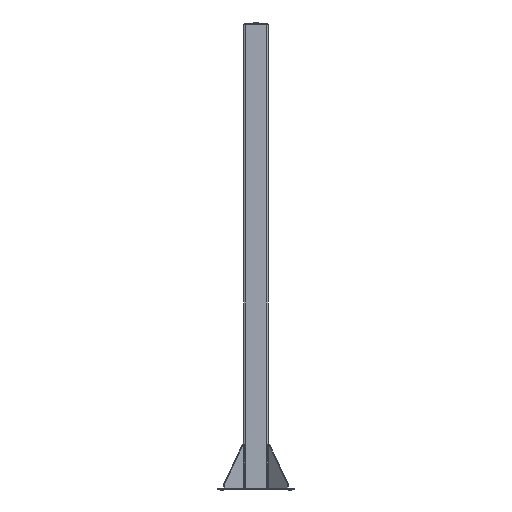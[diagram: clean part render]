
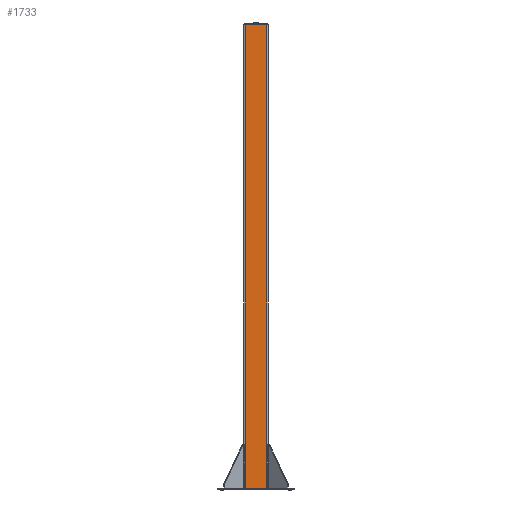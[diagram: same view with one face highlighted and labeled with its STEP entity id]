
A CAD part, left-side view. The second image highlights one B-rep face of the part: STEP entity #1733.
In plain terms, the highlighted face is planar.
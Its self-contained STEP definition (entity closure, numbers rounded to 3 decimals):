
#1733=ADVANCED_FACE('',(#3141),#3142,.T.);
#3141=FACE_OUTER_BOUND('',#5255,.T.);
#3142=PLANE('',#5256);
#5255=EDGE_LOOP('',(#9479,#9480,#9481,#9482));
#5256=AXIS2_PLACEMENT_3D('',#9483,#9484,#9485);
#9479=ORIENTED_EDGE('',*,*,#12406,.T.);
#9480=ORIENTED_EDGE('',*,*,#12407,.F.);
#9481=ORIENTED_EDGE('',*,*,#12408,.T.);
#9482=ORIENTED_EDGE('',*,*,#11976,.T.);
#9483=CARTESIAN_POINT('',(0.,-80.,200.));
#9484=DIRECTION('',(0.,-1.,0.));
#9485=DIRECTION('',(1.,0.,0.));
#11976=EDGE_CURVE('',#13243,#13241,#13244,.T.);
#12406=EDGE_CURVE('',#13241,#13958,#13959,.T.);
#12407=EDGE_CURVE('',#13960,#13958,#13961,.T.);
#12408=EDGE_CURVE('',#13960,#13243,#13962,.T.);
#13241=VERTEX_POINT('',#15064);
#13243=VERTEX_POINT('',#15066);
#13244=LINE('',#15067,#15068);
#13958=VERTEX_POINT('',#17086);
#13959=LINE('',#17087,#17088);
#13960=VERTEX_POINT('',#17089);
#13961=LINE('',#17090,#17091);
#13962=LINE('',#17092,#17093);
#15064=CARTESIAN_POINT('',(71.,-80.,3200.));
#15066=CARTESIAN_POINT('',(71.,-80.,200.));
#15067=CARTESIAN_POINT('',(71.,-80.,200.));
#15068=VECTOR('',#19963,1.);
#17086=CARTESIAN_POINT('',(-71.,-80.,3200.));
#17087=CARTESIAN_POINT('',(-71.,-80.,3200.));
#17088=VECTOR('',#20437,1.);
#17089=CARTESIAN_POINT('',(-71.,-80.,200.));
#17090=CARTESIAN_POINT('',(-71.,-80.,200.));
#17091=VECTOR('',#20438,1.);
#17092=CARTESIAN_POINT('',(-71.,-80.,200.));
#17093=VECTOR('',#20439,1.);
#19963=DIRECTION('',(0.,0.,1.));
#20437=DIRECTION('',(-1.,0.,0.));
#20438=DIRECTION('',(0.,0.,1.));
#20439=DIRECTION('',(1.,0.,0.));
